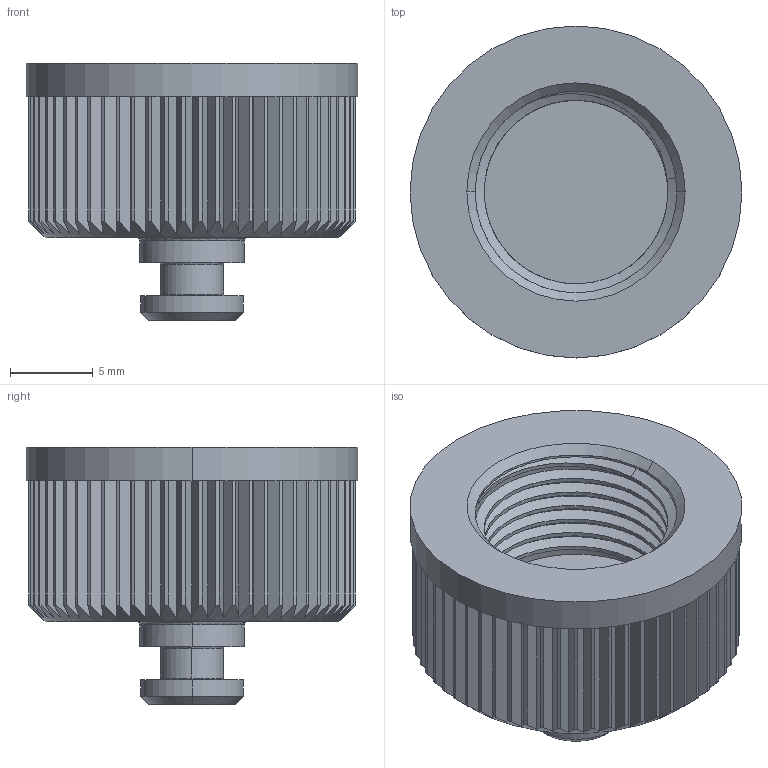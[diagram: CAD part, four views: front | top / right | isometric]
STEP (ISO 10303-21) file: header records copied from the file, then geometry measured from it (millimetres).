
FILE_DESCRIPTION((''),'2;1');
FILE_NAME('M12-MCV_SW0001','2017-05-31T',('hq.zhang'),(''),'PRO/ENGINEER BY PARAMETRIC TECHNOLOGY CORPORATION, 2012480','PRO/ENGINEER BY PARAMETRIC TECHNOLOGY CORPORATION, 2012480','');
FILE_SCHEMA(('AUTOMOTIVE_DESIGN { 1 0 10303 214 1 1 1 1 }'));
Length unit declared in the file: millimetre
Products named in the file (1): M12-MCV_SW0001
Bounding box: 20 x 20 x 15.5 mm (x, y, z)
Volume: 2336.8 mm3; surface area: 2248 mm2
Topology: 1 solids, 1 shells, 237 faces, 694 edges, 463 vertices
Faces by surface type: plane 128, cylinder 85, cone 8, bspline 8, torus 6, extrusion 2
Entity records: 11164 total; most frequent: CARTESIAN_POINT 4973, ORIENTED_EDGE 1388, DIRECTION 1170, EDGE_CURVE 694, VERTEX_POINT 463, AXIS2_PLACEMENT_3D 412, VECTOR 346, LINE 344
